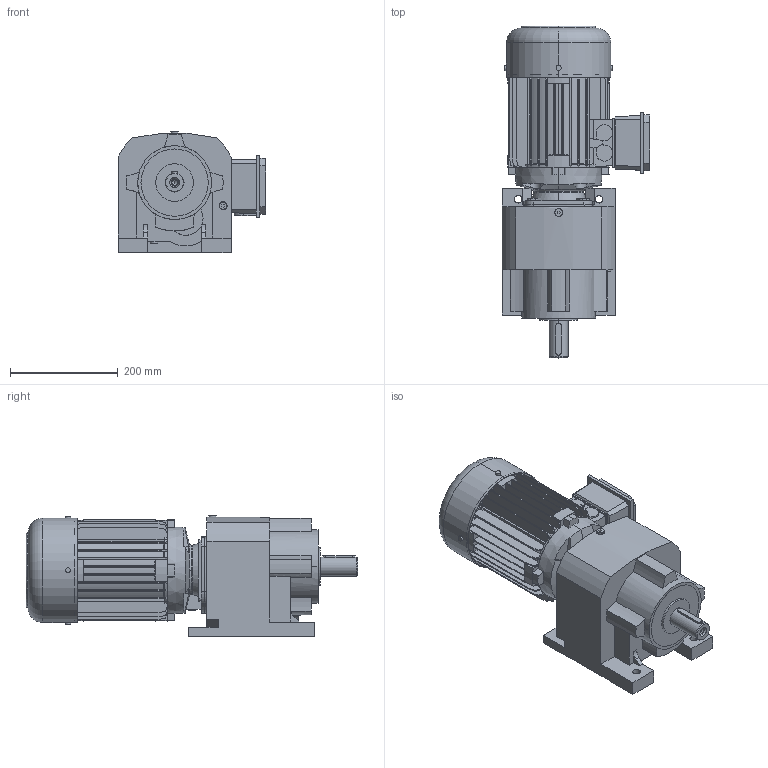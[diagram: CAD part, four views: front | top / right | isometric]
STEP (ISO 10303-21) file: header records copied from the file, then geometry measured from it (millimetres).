
FILE_DESCRIPTION(('STEP AP214'),'1');
FILE_NAME('cctmp_8B8D5274-5E77-47E4-BCF5-499B1F6A9D9F_2019_10_16_9_28_15_471..stp','2019-10-16T07:28:16',('Getriebebau NORD GmbH & Co. KG'),('CADClick - www.CADClick.com'),'Spatial InterOp 3D postprocessed',' ','unknown authorization');
FILE_SCHEMA(('AUTOMOTIVE_DESIGN'));
Length unit declared in the file: millimetre
Products named in the file (1): 1
Bounding box: 274.5 x 616.49 x 225 mm (x, y, z)
Volume: 14044117 mm3; surface area: 824774.8 mm2
Topology: 6 solids, 11 shells, 1061 faces, 2933 edges, 1935 vertices
Faces by surface type: plane 596, cylinder 361, cone 94, torus 10
Entity records: 37483 total; most frequent: CARTESIAN_POINT 6795, ORIENTED_EDGE 5858, DIRECTION 5774, EDGE_CURVE 2929, AXIS2_PLACEMENT_3D 1980, VERTEX_POINT 1935, LINE 1814, VECTOR 1814
